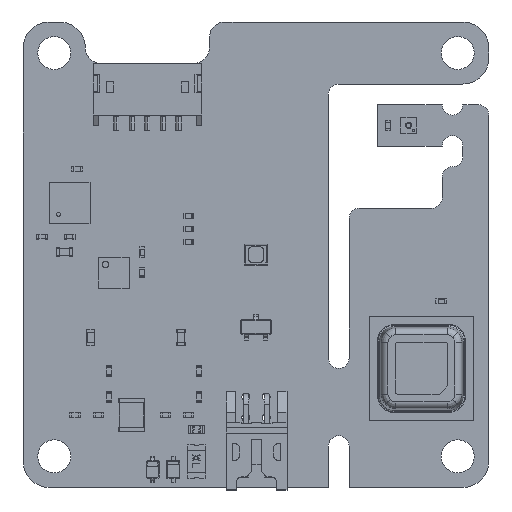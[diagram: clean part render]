
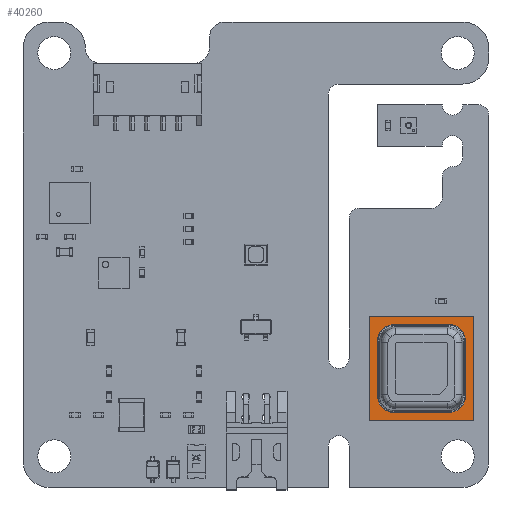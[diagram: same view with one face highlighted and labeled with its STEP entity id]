
A CAD part, top view. The second image highlights one B-rep face of the part: STEP entity #40260.
In plain terms, the highlighted planar face has unit normal (0, 0, 1).
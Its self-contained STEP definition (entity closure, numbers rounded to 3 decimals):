
#39865 = VERTEX_POINT('',#39866);
#39866 = CARTESIAN_POINT('',(-5.05,-5.05,0.));
#39873 = PLANE('',#39874);
#39874 = AXIS2_PLACEMENT_3D('',#39875,#39876,#39877);
#39875 = CARTESIAN_POINT('',(-5.05,-5.05,-0.794
    ));
#39876 = DIRECTION('',(-1.,0.,0.));
#39877 = DIRECTION('',(0.,1.,0.));
#39885 = PLANE('',#39886);
#39886 = AXIS2_PLACEMENT_3D('',#39887,#39888,#39889);
#39887 = CARTESIAN_POINT('',(5.05,-5.05,-0.794)
  );
#39888 = DIRECTION('',(0.,-1.,0.));
#39889 = DIRECTION('',(-1.,0.,0.));
#39897 = EDGE_CURVE('',#39865,#39898,#39900,.T.);
#39898 = VERTEX_POINT('',#39899);
#39899 = CARTESIAN_POINT('',(-5.05,5.05,0.));
#39900 = SURFACE_CURVE('',#39901,(#39905,#39912),.PCURVE_S1.);
#39901 = LINE('',#39902,#39903);
#39902 = CARTESIAN_POINT('',(-5.05,-5.05,0.));
#39903 = VECTOR('',#39904,1.);
#39904 = DIRECTION('',(0.,1.,0.));
#39905 = PCURVE('',#39873,#39906);
#39906 = DEFINITIONAL_REPRESENTATION('',(#39907),#39911);
#39907 = LINE('',#39908,#39909);
#39908 = CARTESIAN_POINT('',(0.,-0.794));
#39909 = VECTOR('',#39910,1.);
#39910 = DIRECTION('',(1.,0.));
#39911 = ( GEOMETRIC_REPRESENTATION_CONTEXT(2) 
PARAMETRIC_REPRESENTATION_CONTEXT() REPRESENTATION_CONTEXT('2D SPACE',''
  ) );
#39912 = PCURVE('',#39913,#39918);
#39913 = PLANE('',#39914);
#39914 = AXIS2_PLACEMENT_3D('',#39915,#39916,#39917);
#39915 = CARTESIAN_POINT('',(-5.05,-5.05,0.));
#39916 = DIRECTION('',(0.,0.,1.));
#39917 = DIRECTION('',(1.,0.,-0.));
#39918 = DEFINITIONAL_REPRESENTATION('',(#39919),#39923);
#39919 = LINE('',#39920,#39921);
#39920 = CARTESIAN_POINT('',(0.,0.));
#39921 = VECTOR('',#39922,1.);
#39922 = DIRECTION('',(0.,1.));
#39923 = ( GEOMETRIC_REPRESENTATION_CONTEXT(2) 
PARAMETRIC_REPRESENTATION_CONTEXT() REPRESENTATION_CONTEXT('2D SPACE',''
  ) );
#39941 = PLANE('',#39942);
#39942 = AXIS2_PLACEMENT_3D('',#39943,#39944,#39945);
#39943 = CARTESIAN_POINT('',(-5.05,5.05,-0.794)
  );
#39944 = DIRECTION('',(0.,1.,0.));
#39945 = DIRECTION('',(1.,0.,0.));
#39983 = EDGE_CURVE('',#39898,#39984,#39986,.T.);
#39984 = VERTEX_POINT('',#39985);
#39985 = CARTESIAN_POINT('',(5.05,5.05,0.));
#39986 = SURFACE_CURVE('',#39987,(#39991,#39998),.PCURVE_S1.);
#39987 = LINE('',#39988,#39989);
#39988 = CARTESIAN_POINT('',(-5.05,5.05,0.));
#39989 = VECTOR('',#39990,1.);
#39990 = DIRECTION('',(1.,0.,0.));
#39991 = PCURVE('',#39941,#39992);
#39992 = DEFINITIONAL_REPRESENTATION('',(#39993),#39997);
#39993 = LINE('',#39994,#39995);
#39994 = CARTESIAN_POINT('',(0.,-0.794));
#39995 = VECTOR('',#39996,1.);
#39996 = DIRECTION('',(1.,0.));
#39997 = ( GEOMETRIC_REPRESENTATION_CONTEXT(2) 
PARAMETRIC_REPRESENTATION_CONTEXT() REPRESENTATION_CONTEXT('2D SPACE',''
  ) );
#39998 = PCURVE('',#39913,#39999);
#39999 = DEFINITIONAL_REPRESENTATION('',(#40000),#40004);
#40000 = LINE('',#40001,#40002);
#40001 = CARTESIAN_POINT('',(0.,10.1));
#40002 = VECTOR('',#40003,1.);
#40003 = DIRECTION('',(1.,0.));
#40004 = ( GEOMETRIC_REPRESENTATION_CONTEXT(2) 
PARAMETRIC_REPRESENTATION_CONTEXT() REPRESENTATION_CONTEXT('2D SPACE',''
  ) );
#40022 = PLANE('',#40023);
#40023 = AXIS2_PLACEMENT_3D('',#40024,#40025,#40026);
#40024 = CARTESIAN_POINT('',(5.05,5.05,-0.794)
  );
#40025 = DIRECTION('',(1.,0.,0.));
#40026 = DIRECTION('',(0.,-1.,0.));
#40059 = EDGE_CURVE('',#39984,#40060,#40062,.T.);
#40060 = VERTEX_POINT('',#40061);
#40061 = CARTESIAN_POINT('',(5.05,-5.05,0.));
#40062 = SURFACE_CURVE('',#40063,(#40067,#40074),.PCURVE_S1.);
#40063 = LINE('',#40064,#40065);
#40064 = CARTESIAN_POINT('',(5.05,5.05,0.));
#40065 = VECTOR('',#40066,1.);
#40066 = DIRECTION('',(0.,-1.,0.));
#40067 = PCURVE('',#40022,#40068);
#40068 = DEFINITIONAL_REPRESENTATION('',(#40069),#40073);
#40069 = LINE('',#40070,#40071);
#40070 = CARTESIAN_POINT('',(0.,-0.794));
#40071 = VECTOR('',#40072,1.);
#40072 = DIRECTION('',(1.,0.));
#40073 = ( GEOMETRIC_REPRESENTATION_CONTEXT(2) 
PARAMETRIC_REPRESENTATION_CONTEXT() REPRESENTATION_CONTEXT('2D SPACE',''
  ) );
#40074 = PCURVE('',#39913,#40075);
#40075 = DEFINITIONAL_REPRESENTATION('',(#40076),#40080);
#40076 = LINE('',#40077,#40078);
#40077 = CARTESIAN_POINT('',(10.1,10.1));
#40078 = VECTOR('',#40079,1.);
#40079 = DIRECTION('',(0.,-1.));
#40080 = ( GEOMETRIC_REPRESENTATION_CONTEXT(2) 
PARAMETRIC_REPRESENTATION_CONTEXT() REPRESENTATION_CONTEXT('2D SPACE',''
  ) );
#40130 = EDGE_CURVE('',#40060,#39865,#40131,.T.);
#40131 = SURFACE_CURVE('',#40132,(#40136,#40143),.PCURVE_S1.);
#40132 = LINE('',#40133,#40134);
#40133 = CARTESIAN_POINT('',(5.05,-5.05,0.));
#40134 = VECTOR('',#40135,1.);
#40135 = DIRECTION('',(-1.,0.,0.));
#40136 = PCURVE('',#39885,#40137);
#40137 = DEFINITIONAL_REPRESENTATION('',(#40138),#40142);
#40138 = LINE('',#40139,#40140);
#40139 = CARTESIAN_POINT('',(0.,-0.794));
#40140 = VECTOR('',#40141,1.);
#40141 = DIRECTION('',(1.,0.));
#40142 = ( GEOMETRIC_REPRESENTATION_CONTEXT(2) 
PARAMETRIC_REPRESENTATION_CONTEXT() REPRESENTATION_CONTEXT('2D SPACE',''
  ) );
#40143 = PCURVE('',#39913,#40144);
#40144 = DEFINITIONAL_REPRESENTATION('',(#40145),#40149);
#40145 = LINE('',#40146,#40147);
#40146 = CARTESIAN_POINT('',(10.1,0.));
#40147 = VECTOR('',#40148,1.);
#40148 = DIRECTION('',(-1.,0.));
#40149 = ( GEOMETRIC_REPRESENTATION_CONTEXT(2) 
PARAMETRIC_REPRESENTATION_CONTEXT() REPRESENTATION_CONTEXT('2D SPACE',''
  ) );
#40186 = CYLINDRICAL_SURFACE('',#40187,0.1);
#40187 = AXIS2_PLACEMENT_3D('',#40188,#40189,#40190);
#40188 = CARTESIAN_POINT('',(2.925,-2.925,-0.794)
  );
#40189 = DIRECTION('',(-0.,-0.,-1.));
#40190 = DIRECTION('',(1.,0.,0.));
#40206 = VERTEX_POINT('',#40207);
#40207 = CARTESIAN_POINT('',(3.025,-2.925,0.));
#40228 = EDGE_CURVE('',#40206,#40206,#40229,.T.);
#40229 = SURFACE_CURVE('',#40230,(#40235,#40242),.PCURVE_S1.);
#40230 = CIRCLE('',#40231,0.1);
#40231 = AXIS2_PLACEMENT_3D('',#40232,#40233,#40234);
#40232 = CARTESIAN_POINT('',(2.925,-2.925,0.));
#40233 = DIRECTION('',(0.,0.,1.));
#40234 = DIRECTION('',(1.,0.,-0.));
#40235 = PCURVE('',#40186,#40236);
#40236 = DEFINITIONAL_REPRESENTATION('',(#40237),#40241);
#40237 = LINE('',#40238,#40239);
#40238 = CARTESIAN_POINT('',(6.283,-0.794));
#40239 = VECTOR('',#40240,1.);
#40240 = DIRECTION('',(-1.,0.));
#40241 = ( GEOMETRIC_REPRESENTATION_CONTEXT(2) 
PARAMETRIC_REPRESENTATION_CONTEXT() REPRESENTATION_CONTEXT('2D SPACE',''
  ) );
#40242 = PCURVE('',#39913,#40243);
#40243 = DEFINITIONAL_REPRESENTATION('',(#40244),#40248);
#40244 = CIRCLE('',#40245,0.1);
#40245 = AXIS2_PLACEMENT_2D('',#40246,#40247);
#40246 = CARTESIAN_POINT('',(7.975,2.125));
#40247 = DIRECTION('',(1.,0.));
#40248 = ( GEOMETRIC_REPRESENTATION_CONTEXT(2) 
PARAMETRIC_REPRESENTATION_CONTEXT() REPRESENTATION_CONTEXT('2D SPACE',''
  ) );
#40260 = ADVANCED_FACE('',(#40261,#40267),#39913,.T.);
#40261 = FACE_BOUND('',#40262,.F.);
#40262 = EDGE_LOOP('',(#40263,#40264,#40265,#40266));
#40263 = ORIENTED_EDGE('',*,*,#39897,.T.);
#40264 = ORIENTED_EDGE('',*,*,#39983,.T.);
#40265 = ORIENTED_EDGE('',*,*,#40059,.T.);
#40266 = ORIENTED_EDGE('',*,*,#40130,.T.);
#40267 = FACE_BOUND('',#40268,.T.);
#40268 = EDGE_LOOP('',(#40269));
#40269 = ORIENTED_EDGE('',*,*,#40228,.F.);
